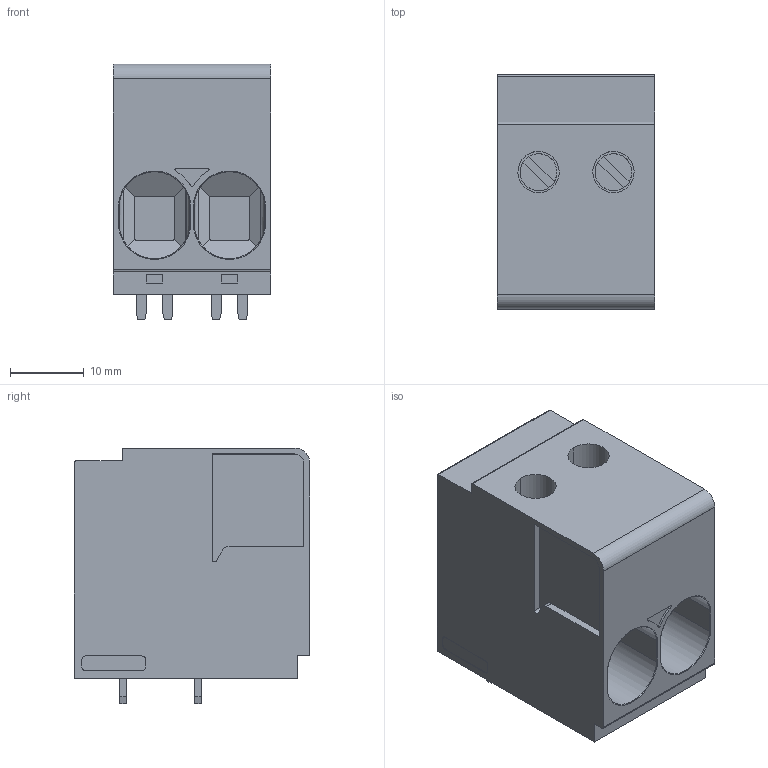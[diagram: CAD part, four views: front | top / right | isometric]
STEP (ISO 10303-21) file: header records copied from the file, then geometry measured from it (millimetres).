
FILE_DESCRIPTION(('STEP AP203'),'1');
FILE_NAME('1017526.stp','2025-03-05T09:29:10',('TraceParts'),('TraceParts S.A.'),'Spatial InterOp 3D',' ',' ');
FILE_SCHEMA(('CONFIG_CONTROL_DESIGN'));
Length unit declared in the file: millimetre
Products named in the file (1): 1
Bounding box: 21.34 x 31.9 x 34.7 mm (x, y, z)
Volume: 16249.1 mm3; surface area: 9058.7 mm2
Topology: 7 solids, 7 shells, 1017 faces, 2819 edges, 1878 vertices
Faces by surface type: plane 861, cylinder 117, bspline 33, torus 6
Entity records: 35573 total; most frequent: CARTESIAN_POINT 9596, ORIENTED_EDGE 5638, DIRECTION 4863, EDGE_CURVE 2819, LINE 2481, VECTOR 2481, VERTEX_POINT 1878, AXIS2_PLACEMENT_3D 1191
